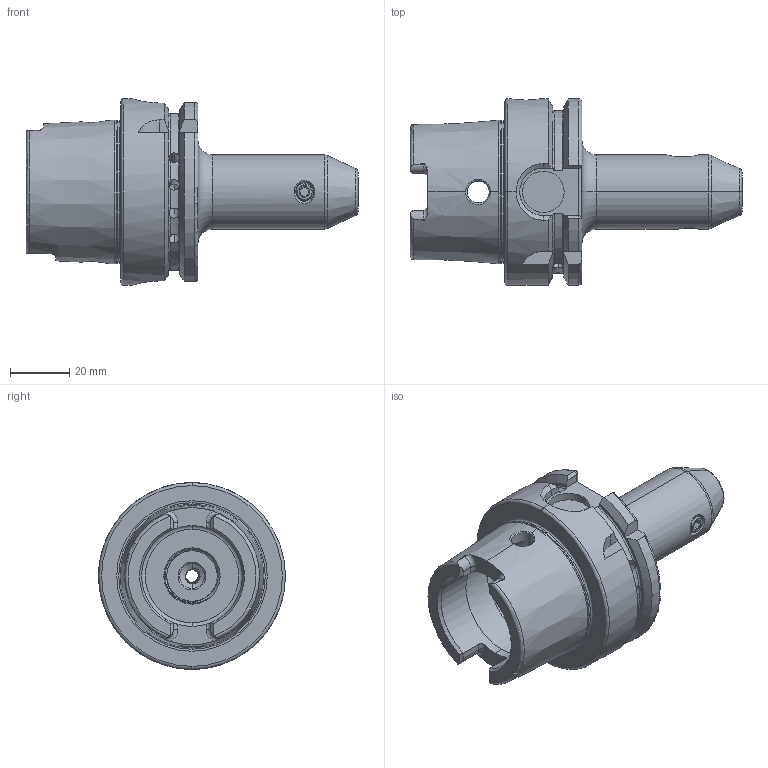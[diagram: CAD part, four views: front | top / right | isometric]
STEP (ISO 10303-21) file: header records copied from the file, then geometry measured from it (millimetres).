
FILE_DESCRIPTION (( 'STEP AP203' ), '1' );
FILE_NAME ('A63.05.06.STEP', '2016-09-05T06:04:46', ( '' ), ( '' ), 'SwSTEP 2.0', 'SolidWorks 2012', '' );
FILE_SCHEMA (( 'CONFIG_CONTROL_DESIGN' ));
Length unit declared in the file: millimetre
Products named in the file (3): A63.05.06; 側固6_M6x1_10L
Assembly tree (2 placements, depth 2):
  A63.05.06
    A63.05.06
    側固6_M6x1_10L
Bounding box: 112 x 63 x 63 mm (x, y, z)
Volume: 103541.8 mm3; surface area: 28984.2 mm2
Topology: 2 solids, 2 shells, 328 faces, 894 edges, 567 vertices
Faces by surface type: cylinder 149, plane 68, cone 47, torus 33, bspline 29, sphere 2
Entity records: 32704 total; most frequent: CARTESIAN_POINT 25124, ORIENTED_EDGE 1764, DIRECTION 1274, EDGE_CURVE 882, VERTEX_POINT 567, AXIS2_PLACEMENT_3D 499, EDGE_LOOP 345, ADVANCED_FACE 328
